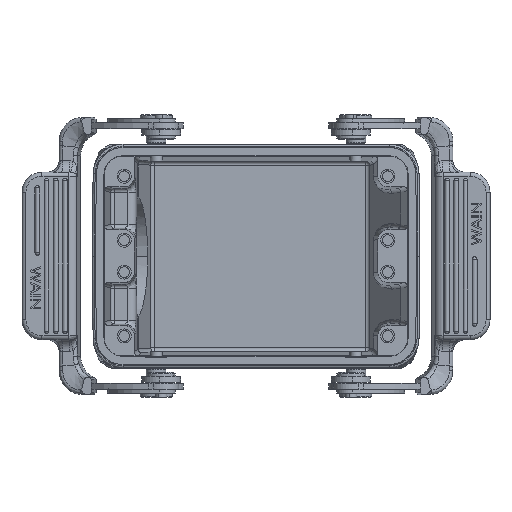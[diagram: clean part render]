
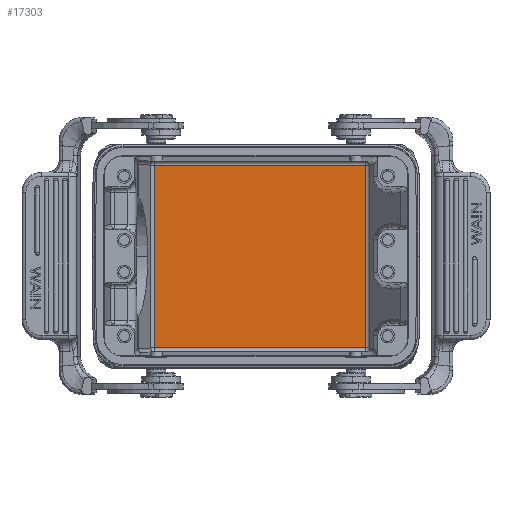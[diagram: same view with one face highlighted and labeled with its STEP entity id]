
A CAD part, top view. The second image highlights one B-rep face of the part: STEP entity #17303.
In plain terms, the highlighted planar face has unit normal (0, 0, 1).
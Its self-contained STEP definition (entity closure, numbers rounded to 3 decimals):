
#9187=PLANE('',#42044);
#13191=LINE('',#70855,#15493);
#13192=LINE('',#70861,#15494);
#13251=LINE('',#71117,#15553);
#13252=LINE('',#71119,#15554);
#15493=VECTOR('',#48950,1.);
#15494=VECTOR('',#48959,1.);
#15553=VECTOR('',#49140,1.);
#15554=VECTOR('',#49143,1.);
#17303=ADVANCED_FACE('',(#19012),#9187,.T.);
#19012=FACE_OUTER_BOUND('',#20957,.T.);
#20957=EDGE_LOOP('',(#30071,#30072,#30073,#30074));
#30071=ORIENTED_EDGE('',*,*,#37959,.F.);
#30072=ORIENTED_EDGE('',*,*,#37860,.F.);
#30073=ORIENTED_EDGE('',*,*,#37863,.T.);
#30074=ORIENTED_EDGE('',*,*,#37958,.T.);
#33176=VERTEX_POINT('',#69599);
#33296=VERTEX_POINT('',#70854);
#33297=VERTEX_POINT('',#70856);
#33347=VERTEX_POINT('',#71114);
#37860=EDGE_CURVE('',#33296,#33297,#13191,.T.);
#37863=EDGE_CURVE('',#33296,#33176,#13192,.T.);
#37958=EDGE_CURVE('',#33176,#33347,#13251,.T.);
#37959=EDGE_CURVE('',#33297,#33347,#13252,.T.);
#42044=AXIS2_PLACEMENT_3D('',#71120,#49144,#49145);
#48950=DIRECTION('',(0.,1.,0.));
#48959=DIRECTION('',(1.,0.,0.));
#49140=DIRECTION('',(0.,1.,0.));
#49143=DIRECTION('',(1.,0.,0.));
#49144=DIRECTION('',(0.,0.,1.));
#49145=DIRECTION('',(1.,0.,0.));
#69599=CARTESIAN_POINT('',(27.482,-22.891,-74.86));
#70854=CARTESIAN_POINT('',(-25.424,-22.891,-74.86));
#70855=CARTESIAN_POINT('',(-25.424,-22.891,-74.86));
#70856=CARTESIAN_POINT('',(-25.424,22.891,-74.86));
#70861=CARTESIAN_POINT('',(-25.424,-22.891,-74.86));
#71114=CARTESIAN_POINT('',(27.482,22.891,-74.86));
#71117=CARTESIAN_POINT('',(27.482,-22.891,-74.86));
#71119=CARTESIAN_POINT('',(-25.424,22.891,-74.86));
#71120=CARTESIAN_POINT('',(-30.759,-28.,-74.86));
